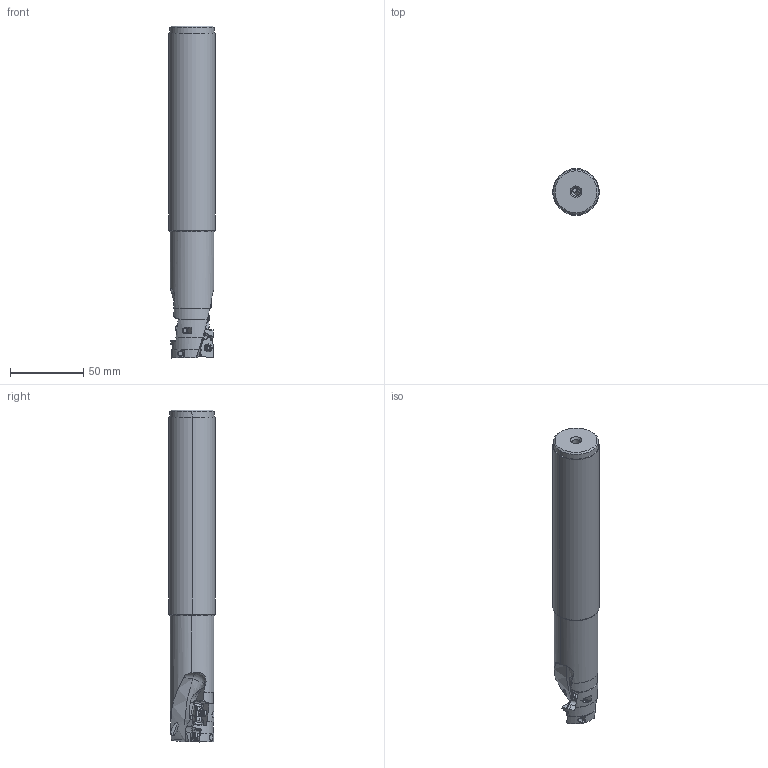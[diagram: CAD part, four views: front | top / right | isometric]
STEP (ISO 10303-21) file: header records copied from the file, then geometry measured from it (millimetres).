
FILE_DESCRIPTION(/* description */ (''),/* implementation_level */ '2;1');
FILE_NAME(/* name */ 'AQXUR204SA20L.stp',/* time_stamp */ '2021-09-08T11:42:24+09:00',/* author */ (''),/* organization */ (''),/* preprocessor_version */ 'ST-DEVELOPER v16',/* originating_system */ 'SIEMENS PLM Software NX 10.0',/* authorisation */ '');
FILE_SCHEMA (('AUTOMOTIVE_DESIGN { 1 0 10303 214 3 1 1 1 }'));
Length unit declared in the file: millimetre
Products named in the file (1): AQXUR204SA20L_ASM
Bounding box: 31.75 x 31.75 x 227.29 mm (x, y, z)
Volume: 153041.3 mm3; surface area: 28958.2 mm2
Topology: 5 solids, 5 shells, 375 faces, 1085 edges, 726 vertices
Faces by surface type: cylinder 141, plane 137, cone 67, torus 15, sphere 10, bspline 5
Entity records: 16659 total; most frequent: CARTESIAN_POINT 6852, ORIENTED_EDGE 2126, DIRECTION 1916, EDGE_CURVE 1063, AXIS2_PLACEMENT_3D 776, VERTEX_POINT 703, EDGE_LOOP 392, ADVANCED_FACE 375
